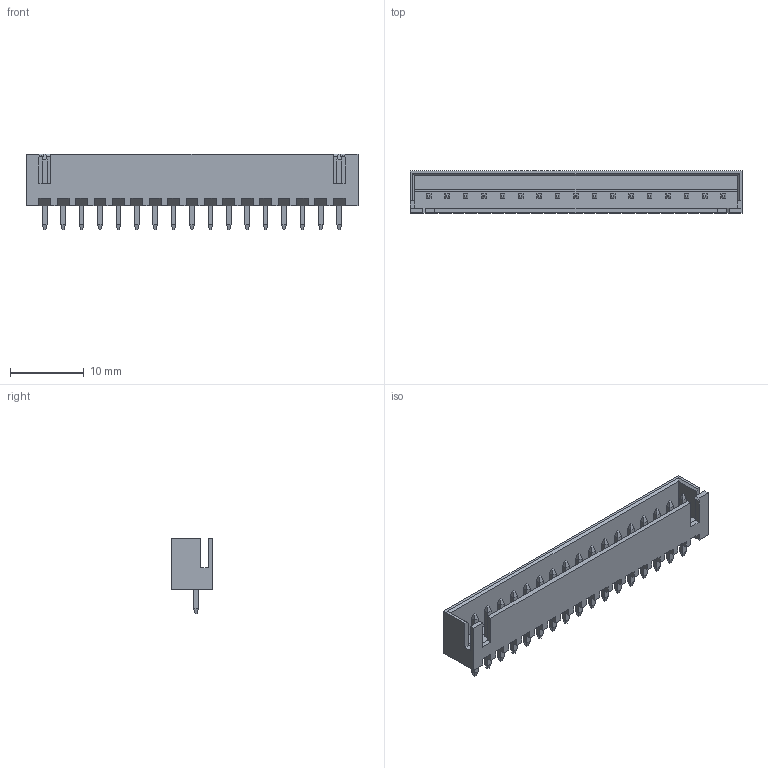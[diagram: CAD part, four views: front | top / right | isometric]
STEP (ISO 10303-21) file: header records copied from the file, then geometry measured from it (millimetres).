
FILE_DESCRIPTION (( 'STEP AP214' ), '1' );
FILE_NAME ('User Library-PW10_XX_M.STEP', '2019-07-30T08:13:10', ( '' ), ( '' ), 'SwSTEP 2.0', 'SolidWorks 2019', '' );
FILE_SCHEMA (( 'AUTOMOTIVE_DESIGN' ));
Length unit declared in the file: millimetre
Products named in the file (1): User Library-PW10_XX_M
Bounding box: 45.1 x 5.7 x 10.3 mm (x, y, z)
Volume: 746 mm3; surface area: 2099.3 mm2
Topology: 1 solids, 1 shells, 441 faces, 1077 edges, 672 vertices
Faces by surface type: plane 441
Entity records: 17372 total; most frequent: CARTESIAN_POINT 2191, ORIENTED_EDGE 2154, DIRECTION 1961, VECTOR 1077, LINE 1077, EDGE_CURVE 1077, VERTEX_POINT 672, EDGE_LOOP 475
